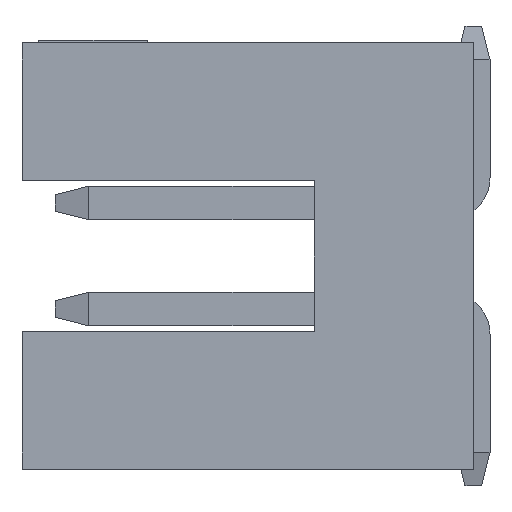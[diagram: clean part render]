
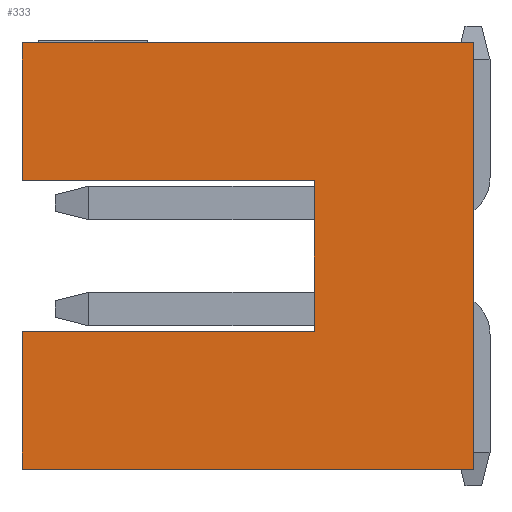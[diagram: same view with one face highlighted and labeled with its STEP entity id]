
A CAD part, left-side view. The second image highlights one B-rep face of the part: STEP entity #333.
In plain terms, the highlighted planar face has unit normal (-1, 0, 0).
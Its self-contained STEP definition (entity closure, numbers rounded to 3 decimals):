
#5 = CARTESIAN_POINT ( 'NONE',  ( -6.325, 0., 2.55 ) ) ;
#158 = EDGE_CURVE ( 'NONE', #2309, #1221, #3987, .T. ) ;
#281 = CARTESIAN_POINT ( 'NONE',  ( -6.325, 5.4, -0.9 ) ) ;
#333 = ADVANCED_FACE ( 'NONE', ( #4471 ), #3728, .T. ) ;
#367 = ORIENTED_EDGE ( 'NONE', *, *, #2726, .T. ) ;
#643 = ORIENTED_EDGE ( 'NONE', *, *, #4403, .F. ) ;
#829 = VERTEX_POINT ( 'NONE', #3206 ) ;
#849 = VECTOR ( 'NONE', #1445, 1000. ) ;
#862 = EDGE_LOOP ( 'NONE', ( #5256, #2981, #367, #3599, #6341, #5536, #2810, #643 ) ) ;
#871 = CARTESIAN_POINT ( 'NONE',  ( -6.325, 2.7, -0.9 ) ) ;
#1116 = VECTOR ( 'NONE', #4559, 1000. ) ;
#1138 = EDGE_CURVE ( 'NONE', #2927, #829, #6001, .T. ) ;
#1180 = VERTEX_POINT ( 'NONE', #281 ) ;
#1203 = EDGE_CURVE ( 'NONE', #5967, #4769, #3071, .T. ) ;
#1221 = VERTEX_POINT ( 'NONE', #1277 ) ;
#1277 = CARTESIAN_POINT ( 'NONE',  ( -6.325, 5.4, -2.55 ) ) ;
#1278 = EDGE_CURVE ( 'NONE', #2927, #2309, #2673, .T. ) ;
#1380 = CARTESIAN_POINT ( 'NONE',  ( -6.325, 0., 0. ) ) ;
#1445 = DIRECTION ( 'NONE',  ( 0., 0., 1. ) ) ;
#1622 = VECTOR ( 'NONE', #3059, 1000. ) ;
#1720 = EDGE_CURVE ( 'NONE', #4865, #5967, #2578, .T. ) ;
#1786 = DIRECTION ( 'NONE',  ( 0., 1., 0. ) ) ;
#1853 = DIRECTION ( 'NONE',  ( 0., 0., -1. ) ) ;
#1984 = CARTESIAN_POINT ( 'NONE',  ( -6.325, 5.4, 0. ) ) ;
#2240 = VECTOR ( 'NONE', #5607, 1000. ) ;
#2309 = VERTEX_POINT ( 'NONE', #5173 ) ;
#2578 = LINE ( 'NONE', #5389, #4289 ) ;
#2673 = LINE ( 'NONE', #1380, #1116 ) ;
#2697 = CARTESIAN_POINT ( 'NONE',  ( -6.325, 0., -2.55 ) ) ;
#2726 = EDGE_CURVE ( 'NONE', #4769, #1180, #5986, .T. ) ;
#2810 = ORIENTED_EDGE ( 'NONE', *, *, #1138, .T. ) ;
#2908 = CARTESIAN_POINT ( 'NONE',  ( -6.325, 1.9, 0. ) ) ;
#2927 = VERTEX_POINT ( 'NONE', #5 ) ;
#2981 = ORIENTED_EDGE ( 'NONE', *, *, #1203, .T. ) ;
#3059 = DIRECTION ( 'NONE',  ( 0., 1., 0. ) ) ;
#3071 = LINE ( 'NONE', #2908, #4694 ) ;
#3093 = DIRECTION ( 'NONE',  ( 0., 0., -1. ) ) ;
#3206 = CARTESIAN_POINT ( 'NONE',  ( -6.325, 5.4, 2.55 ) ) ;
#3387 = AXIS2_PLACEMENT_3D ( 'NONE', #2697, #5321, #4781 ) ;
#3599 = ORIENTED_EDGE ( 'NONE', *, *, #4014, .T. ) ;
#3728 = PLANE ( 'NONE',  #3387 ) ;
#3987 = LINE ( 'NONE', #5088, #1622 ) ;
#4014 = EDGE_CURVE ( 'NONE', #1180, #1221, #5304, .T. ) ;
#4095 = VECTOR ( 'NONE', #3093, 1000. ) ;
#4219 = VECTOR ( 'NONE', #1786, 1000. ) ;
#4289 = VECTOR ( 'NONE', #4811, 1000. ) ;
#4403 = EDGE_CURVE ( 'NONE', #4865, #829, #6554, .T. ) ;
#4457 = CARTESIAN_POINT ( 'NONE',  ( -6.325, 2.7, 2.55 ) ) ;
#4471 = FACE_OUTER_BOUND ( 'NONE', #862, .T. ) ;
#4559 = DIRECTION ( 'NONE',  ( 0., 0., -1. ) ) ;
#4694 = VECTOR ( 'NONE', #1853, 1000. ) ;
#4769 = VERTEX_POINT ( 'NONE', #5360 ) ;
#4781 = DIRECTION ( 'NONE',  ( 0., 0., 1. ) ) ;
#4811 = DIRECTION ( 'NONE',  ( 0., -1., 0. ) ) ;
#4865 = VERTEX_POINT ( 'NONE', #6519 ) ;
#5088 = CARTESIAN_POINT ( 'NONE',  ( -6.325, 2.7, -2.55 ) ) ;
#5173 = CARTESIAN_POINT ( 'NONE',  ( -6.325, 0., -2.55 ) ) ;
#5256 = ORIENTED_EDGE ( 'NONE', *, *, #1720, .T. ) ;
#5304 = LINE ( 'NONE', #5680, #4095 ) ;
#5321 = DIRECTION ( 'NONE',  ( -1., 0., 0. ) ) ;
#5360 = CARTESIAN_POINT ( 'NONE',  ( -6.325, 1.9, -0.9 ) ) ;
#5389 = CARTESIAN_POINT ( 'NONE',  ( -6.325, 2.7, 0.9 ) ) ;
#5536 = ORIENTED_EDGE ( 'NONE', *, *, #1278, .F. ) ;
#5607 = DIRECTION ( 'NONE',  ( 0., 1., 0. ) ) ;
#5680 = CARTESIAN_POINT ( 'NONE',  ( -6.325, 5.4, 0. ) ) ;
#5967 = VERTEX_POINT ( 'NONE', #6002 ) ;
#5986 = LINE ( 'NONE', #871, #2240 ) ;
#6001 = LINE ( 'NONE', #4457, #4219 ) ;
#6002 = CARTESIAN_POINT ( 'NONE',  ( -6.325, 1.9, 0.9 ) ) ;
#6341 = ORIENTED_EDGE ( 'NONE', *, *, #158, .F. ) ;
#6519 = CARTESIAN_POINT ( 'NONE',  ( -6.325, 5.4, 0.9 ) ) ;
#6554 = LINE ( 'NONE', #1984, #849 ) ;
